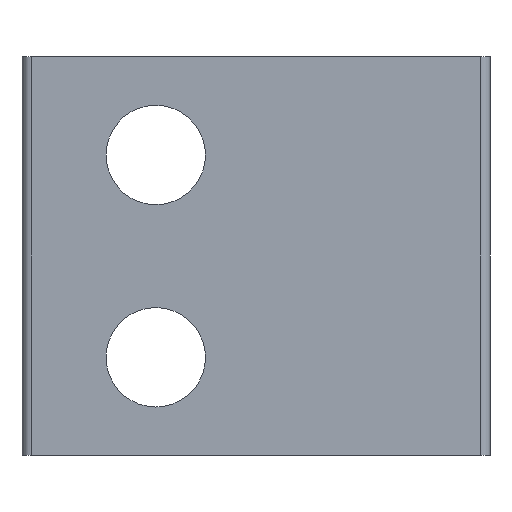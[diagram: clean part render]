
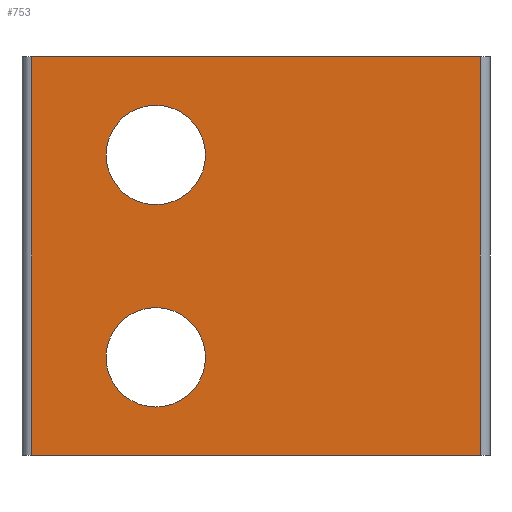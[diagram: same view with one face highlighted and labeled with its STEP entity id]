
A CAD part, front view. The second image highlights one B-rep face of the part: STEP entity #753.
In plain terms, the highlighted planar face has unit normal (0, -1, 0).
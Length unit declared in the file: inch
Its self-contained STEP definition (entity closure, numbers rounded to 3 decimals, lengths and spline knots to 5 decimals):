
#72=LINE('',#1462,#108);
#74=LINE('',#1473,#110);
#78=LINE('',#1484,#114);
#79=LINE('',#1487,#115);
#108=VECTOR('',#994,1.407);
#110=VECTOR('',#1008,1.25);
#114=VECTOR('',#1020,1.25);
#115=VECTOR('',#1025,1.407);
#130=PLANE('',#835);
#172=FACE_BOUND('',#281,.T.);
#173=FACE_BOUND('',#282,.T.);
#211=FACE_OUTER_BOUND('',#280,.T.);
#280=EDGE_LOOP('',(#639,#640,#641,#642));
#281=EDGE_LOOP('',(#643));
#282=EDGE_LOOP('',(#644));
#298=CIRCLE('',#770,0.156);
#300=CIRCLE('',#773,0.156);
#339=VERTEX_POINT('',#1088);
#341=VERTEX_POINT('',#1093);
#385=VERTEX_POINT('',#1459);
#386=VERTEX_POINT('',#1461);
#389=VERTEX_POINT('',#1471);
#392=VERTEX_POINT('',#1483);
#408=EDGE_CURVE('',#339,#339,#298,.T.);
#410=EDGE_CURVE('',#341,#341,#300,.T.);
#470=EDGE_CURVE('',#386,#385,#72,.T.);
#476=EDGE_CURVE('',#389,#385,#74,.T.);
#481=EDGE_CURVE('',#386,#392,#78,.T.);
#483=EDGE_CURVE('',#389,#392,#79,.T.);
#639=ORIENTED_EDGE('',*,*,#476,.F.);
#640=ORIENTED_EDGE('',*,*,#483,.T.);
#641=ORIENTED_EDGE('',*,*,#481,.F.);
#642=ORIENTED_EDGE('',*,*,#470,.T.);
#643=ORIENTED_EDGE('',*,*,#408,.T.);
#644=ORIENTED_EDGE('',*,*,#410,.T.);
#753=ADVANCED_FACE('',(#211,#172,#173),#130,.T.);
#770=AXIS2_PLACEMENT_3D('',#1089,#866,#867);
#773=AXIS2_PLACEMENT_3D('',#1094,#872,#873);
#835=AXIS2_PLACEMENT_3D('',#1486,#1023,#1024);
#866=DIRECTION('center_axis',(0.,1.,0.));
#867=DIRECTION('ref_axis',(-1.,0.,0.));
#872=DIRECTION('center_axis',(0.,1.,0.));
#873=DIRECTION('ref_axis',(-1.,0.,0.));
#994=DIRECTION('',(1.,0.,0.));
#1008=DIRECTION('',(0.,0.,-1.));
#1020=DIRECTION('',(0.,0.,1.));
#1023=DIRECTION('center_axis',(0.,-1.,0.));
#1024=DIRECTION('ref_axis',(0.,0.,-1.));
#1025=DIRECTION('',(-1.,0.,0.));
#1088=CARTESIAN_POINT('',(-0.1585,0.,-0.943));
#1089=CARTESIAN_POINT('Origin',(-0.3145,0.,-0.943));
#1093=CARTESIAN_POINT('',(-0.1585,0.,-0.308));
#1094=CARTESIAN_POINT('Origin',(-0.3145,0.,-0.308));
#1459=CARTESIAN_POINT('',(0.7035,0.,-1.25));
#1461=CARTESIAN_POINT('',(-0.7035,0.,-1.25));
#1462=CARTESIAN_POINT('',(0.7345,0.,-1.25));
#1471=CARTESIAN_POINT('',(0.7035,0.,0.));
#1473=CARTESIAN_POINT('',(0.7035,0.,0.));
#1483=CARTESIAN_POINT('',(-0.7035,0.,0.));
#1484=CARTESIAN_POINT('',(-0.7035,0.,0.));
#1486=CARTESIAN_POINT('Origin',(-0.7345,0.,0.));
#1487=CARTESIAN_POINT('',(0.7345,0.,0.));
